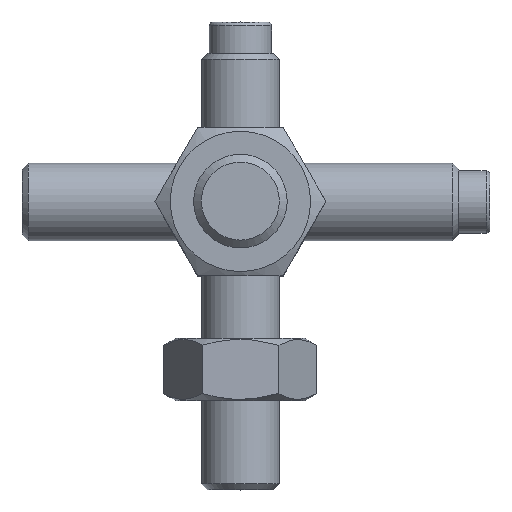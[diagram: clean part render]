
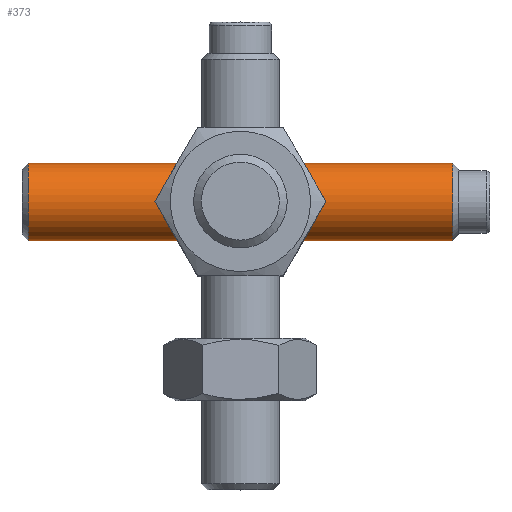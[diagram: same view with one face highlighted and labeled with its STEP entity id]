
A CAD part, top view. The second image highlights one B-rep face of the part: STEP entity #373.
In plain terms, the highlighted cylindrical face has radius 5 mm (diameter 10 mm), a full revolution.
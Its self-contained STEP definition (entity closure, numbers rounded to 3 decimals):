
#373 = ADVANCED_FACE( '', ( #642, #643 ), #644, .T. );
#642 = FACE_OUTER_BOUND( '', #916, .T. );
#643 = FACE_OUTER_BOUND( '', #917, .T. );
#644 = CYLINDRICAL_SURFACE( '', #918, 5. );
#916 = EDGE_LOOP( '', ( #1532 ) );
#917 = EDGE_LOOP( '', ( #1533 ) );
#918 = AXIS2_PLACEMENT_3D( '', #1534, #1535, #1536 );
#1532 = ORIENTED_EDGE( '', *, *, #1712, .T. );
#1533 = ORIENTED_EDGE( '', *, *, #1710, .T. );
#1534 = CARTESIAN_POINT( '', ( 28., 0., 0. ) );
#1535 = DIRECTION( '', ( 1., 0., 0. ) );
#1536 = DIRECTION( '', ( 0., 0., 1. ) );
#1710 = EDGE_CURVE( '', #1988, #1988, #1989, .T. );
#1712 = EDGE_CURVE( '', #1991, #1991, #1992, .F. );
#1988 = VERTEX_POINT( '', #2705 );
#1989 = CIRCLE( '', #2706, 5. );
#1991 = VERTEX_POINT( '', #2709 );
#1992 = CIRCLE( '', #2710, 5. );
#2705 = CARTESIAN_POINT( '', ( -27.2, 0., -5. ) );
#2706 = AXIS2_PLACEMENT_3D( '', #2963, #2964, #2965 );
#2709 = CARTESIAN_POINT( '', ( 27.2, 0., -5. ) );
#2710 = AXIS2_PLACEMENT_3D( '', #2967, #2968, #2969 );
#2963 = CARTESIAN_POINT( '', ( -27.2, 0., 0. ) );
#2964 = DIRECTION( '', ( 1., 0., 0. ) );
#2965 = DIRECTION( '', ( 0., 0., -1. ) );
#2967 = CARTESIAN_POINT( '', ( 27.2, 0., 0. ) );
#2968 = DIRECTION( '', ( 1., 0., 0. ) );
#2969 = DIRECTION( '', ( 0., 0., -1. ) );
